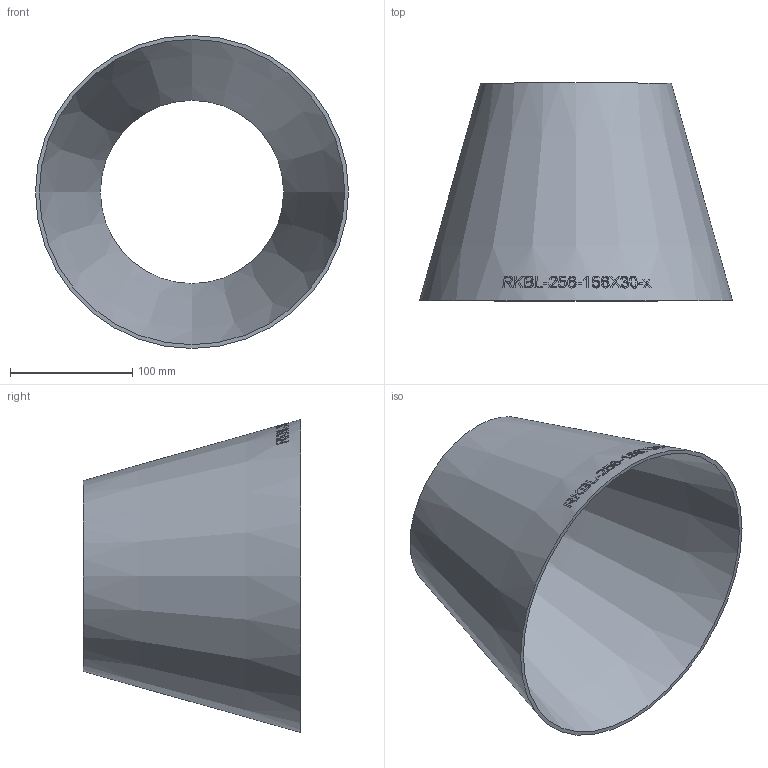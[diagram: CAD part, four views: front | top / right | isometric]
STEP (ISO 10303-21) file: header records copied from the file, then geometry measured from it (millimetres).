
FILE_DESCRIPTION (( 'STEP AP214' ), '1' );
FILE_NAME ('RKBL-256-156X30-x Reduzierung aus Blech 2006.STEP', '2020-06-16T09:01:42', ( '' ), ( '' ), 'SwSTEP 2.0', 'SolidWorks 2019', '' );
FILE_SCHEMA (( 'AUTOMOTIVE_DESIGN' ));
Length unit declared in the file: millimetre
Products named in the file (1): RKBL-256-156X30-x Reduzierung aus Blech 2006
Bounding box: 256 x 178 x 256 mm (x, y, z)
Volume: 353590.9 mm3; surface area: 239686 mm2
Topology: 1 solids, 1 shells, 237 faces, 636 edges, 424 vertices
Faces by surface type: bspline 210, cone 25, plane 2
Entity records: 37693 total; most frequent: CARTESIAN_POINT 31100, ORIENTED_EDGE 1268, EDGE_CURVE 634, B_SPLINE_CURVE_WITH_KNOTS 630, VERTEX_POINT 424, EDGE_LOOP 264, FACE_OUTER_BOUND 237, ADVANCED_FACE 237
